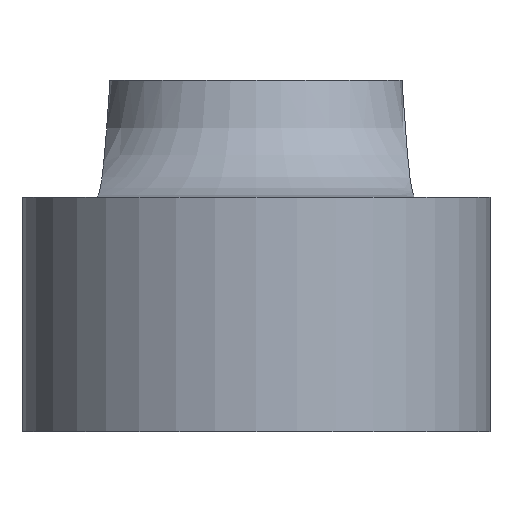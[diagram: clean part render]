
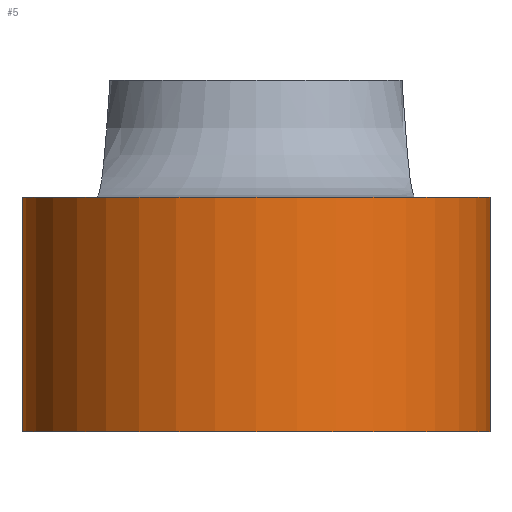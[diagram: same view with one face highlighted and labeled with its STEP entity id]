
A CAD part, front view. The second image highlights one B-rep face of the part: STEP entity #5.
In plain terms, the highlighted cylindrical face has radius 4 mm (diameter 8 mm), a partial arc.
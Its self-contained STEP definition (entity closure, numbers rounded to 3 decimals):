
#5 = ADVANCED_FACE ( 'NONE', ( #748 ), #845, .T. ) ;
#45 = ORIENTED_EDGE ( 'NONE', *, *, #332, .F. ) ;
#52 = LINE ( 'NONE', #274, #598 ) ;
#171 = LINE ( 'NONE', #879, #1010 ) ;
#213 = CARTESIAN_POINT ( 'NONE',  ( 0., 0., 0. ) ) ;
#214 = DIRECTION ( 'NONE',  ( 0., 0., 1. ) ) ;
#234 = VERTEX_POINT ( 'NONE', #930 ) ;
#242 = DIRECTION ( 'NONE',  ( 0., 0., 1. ) ) ;
#274 = CARTESIAN_POINT ( 'NONE',  ( 4., 0., -4. ) ) ;
#275 = EDGE_CURVE ( 'NONE', #774, #561, #52, .T. ) ;
#298 = DIRECTION ( 'NONE',  ( 1., 0., 0. ) ) ;
#327 = DIRECTION ( 'NONE',  ( 0., 0., 1. ) ) ;
#332 = EDGE_CURVE ( 'NONE', #658, #234, #171, .T. ) ;
#366 = ORIENTED_EDGE ( 'NONE', *, *, #275, .T. ) ;
#507 = AXIS2_PLACEMENT_3D ( 'NONE', #687, #214, #768 ) ;
#512 = CIRCLE ( 'NONE', #583, 4. ) ;
#561 = VERTEX_POINT ( 'NONE', #863 ) ;
#583 = AXIS2_PLACEMENT_3D ( 'NONE', #213, #767, #298 ) ;
#598 = VECTOR ( 'NONE', #667, 1000. ) ;
#603 = EDGE_CURVE ( 'NONE', #658, #774, #947, .T. ) ;
#645 = AXIS2_PLACEMENT_3D ( 'NONE', #859, #327, #1029 ) ;
#658 = VERTEX_POINT ( 'NONE', #939 ) ;
#667 = DIRECTION ( 'NONE',  ( 0., 0., 1. ) ) ;
#687 = CARTESIAN_POINT ( 'NONE',  ( 0., 0., -4. ) ) ;
#732 = EDGE_LOOP ( 'NONE', ( #45, #914, #366, #869 ) ) ;
#748 = FACE_OUTER_BOUND ( 'NONE', #732, .T. ) ;
#761 = CARTESIAN_POINT ( 'NONE',  ( 4., 0., -4. ) ) ;
#767 = DIRECTION ( 'NONE',  ( 0., 0., 1. ) ) ;
#768 = DIRECTION ( 'NONE',  ( 1., 0., 0. ) ) ;
#774 = VERTEX_POINT ( 'NONE', #761 ) ;
#817 = EDGE_CURVE ( 'NONE', #234, #561, #512, .T. ) ;
#845 = CYLINDRICAL_SURFACE ( 'NONE', #645, 4. ) ;
#859 = CARTESIAN_POINT ( 'NONE',  ( 0., 0., -4. ) ) ;
#863 = CARTESIAN_POINT ( 'NONE',  ( 4., 0., 0. ) ) ;
#869 = ORIENTED_EDGE ( 'NONE', *, *, #817, .F. ) ;
#879 = CARTESIAN_POINT ( 'NONE',  ( -4., 0., -4. ) ) ;
#914 = ORIENTED_EDGE ( 'NONE', *, *, #603, .T. ) ;
#930 = CARTESIAN_POINT ( 'NONE',  ( -4., 0., 0. ) ) ;
#939 = CARTESIAN_POINT ( 'NONE',  ( -4., 0., -4. ) ) ;
#947 = CIRCLE ( 'NONE', #507, 4. ) ;
#1010 = VECTOR ( 'NONE', #242, 1000. ) ;
#1029 = DIRECTION ( 'NONE',  ( 1., 0., 0. ) ) ;
